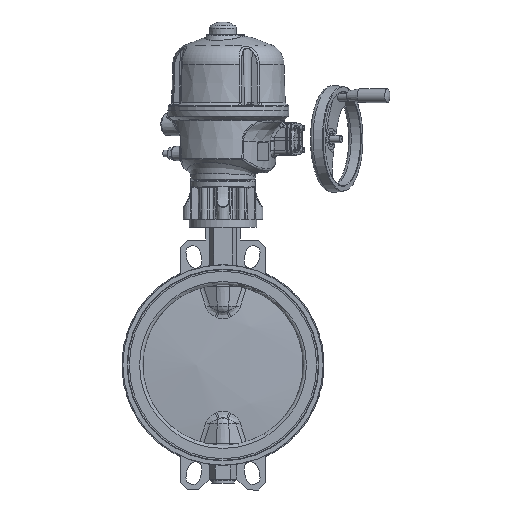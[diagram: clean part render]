
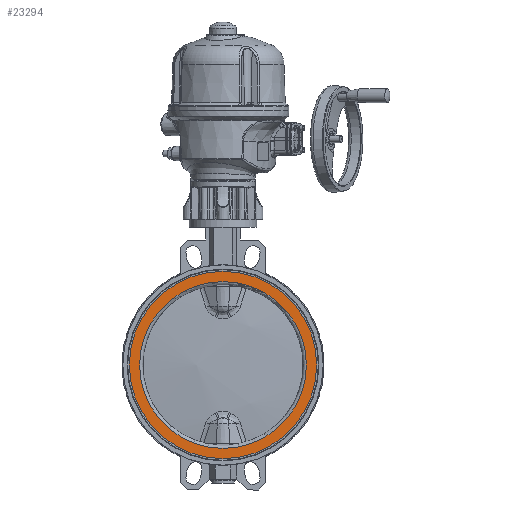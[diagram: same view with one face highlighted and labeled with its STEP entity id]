
A CAD part, left-side view. The second image highlights one B-rep face of the part: STEP entity #23294.
In plain terms, the highlighted face is planar.
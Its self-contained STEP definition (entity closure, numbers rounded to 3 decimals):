
#222=FACE_BOUND('',#6909,.T.);
#371=PLANE('',#24705);
#5631=FACE_OUTER_BOUND('',#6908,.T.);
#6908=EDGE_LOOP('',(#16944));
#6909=EDGE_LOOP('',(#16945));
#9209=CIRCLE('',#24616,173.5);
#9210=CIRCLE('',#24618,154.55);
#10356=VERTEX_POINT('',#33371);
#10357=VERTEX_POINT('',#33375);
#12855=EDGE_CURVE('',#10356,#10356,#9209,.T.);
#12856=EDGE_CURVE('',#10357,#10357,#9210,.T.);
#16944=ORIENTED_EDGE('',*,*,#12855,.F.);
#16945=ORIENTED_EDGE('',*,*,#12856,.T.);
#23294=ADVANCED_FACE('',(#5631,#222),#371,.F.);
#24616=AXIS2_PLACEMENT_3D('',#33373,#26912,#26913);
#24618=AXIS2_PLACEMENT_3D('',#33376,#26916,#26917);
#24705=AXIS2_PLACEMENT_3D('',#35089,#27278,#27279);
#26912=DIRECTION('center_axis',(0.,0.,1.));
#26913=DIRECTION('ref_axis',(1.,0.,0.));
#26916=DIRECTION('center_axis',(0.,0.,1.));
#26917=DIRECTION('ref_axis',(1.,0.,0.));
#27278=DIRECTION('center_axis',(0.,0.,1.));
#27279=DIRECTION('ref_axis',(1.,0.,0.));
#33371=CARTESIAN_POINT('',(-173.5,0.,-40.));
#33373=CARTESIAN_POINT('Origin',(0.,0.,-40.));
#33375=CARTESIAN_POINT('',(-154.55,0.,-40.));
#33376=CARTESIAN_POINT('Origin',(0.,0.,-40.));
#35089=CARTESIAN_POINT('Origin',(0.,154.55,-40.));
